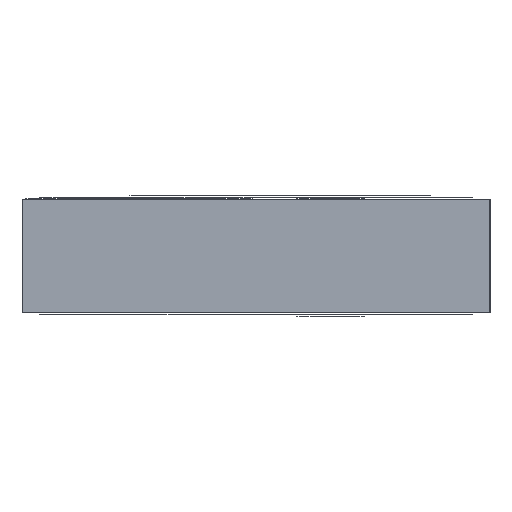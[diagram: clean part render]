
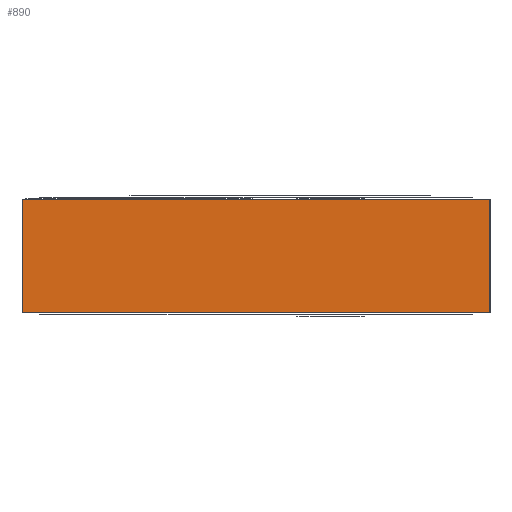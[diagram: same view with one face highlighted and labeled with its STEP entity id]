
A CAD part, left-side view. The second image highlights one B-rep face of the part: STEP entity #890.
In plain terms, the highlighted planar face has unit normal (-1, 0, 0).
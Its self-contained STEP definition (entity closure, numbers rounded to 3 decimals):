
#84 = EDGE_CURVE('',#85,#87,#89,.T.);
#85 = VERTEX_POINT('',#86);
#86 = CARTESIAN_POINT('',(130.24,-105.54,0.));
#87 = VERTEX_POINT('',#88);
#88 = CARTESIAN_POINT('',(130.24,-105.54,-1.6));
#89 = LINE('',#90,#91);
#90 = CARTESIAN_POINT('',(130.24,-105.54,0.));
#91 = VECTOR('',#92,1.);
#92 = DIRECTION('',(0.,0.,-1.));
#863 = EDGE_CURVE('',#864,#866,#868,.T.);
#864 = VERTEX_POINT('',#865);
#865 = CARTESIAN_POINT('',(130.24,-112.15,0.));
#866 = VERTEX_POINT('',#867);
#867 = CARTESIAN_POINT('',(130.24,-112.15,-1.6));
#868 = LINE('',#869,#870);
#869 = CARTESIAN_POINT('',(130.24,-112.15,0.));
#870 = VECTOR('',#871,1.);
#871 = DIRECTION('',(0.,0.,-1.));
#890 = ADVANCED_FACE('',(#891),#907,.T.);
#891 = FACE_BOUND('',#892,.T.);
#892 = EDGE_LOOP('',(#893,#894,#900,#901));
#893 = ORIENTED_EDGE('',*,*,#84,.T.);
#894 = ORIENTED_EDGE('',*,*,#895,.T.);
#895 = EDGE_CURVE('',#87,#866,#896,.T.);
#896 = LINE('',#897,#898);
#897 = CARTESIAN_POINT('',(130.24,-105.54,-1.6));
#898 = VECTOR('',#899,1.);
#899 = DIRECTION('',(0.,-1.,0.));
#900 = ORIENTED_EDGE('',*,*,#863,.F.);
#901 = ORIENTED_EDGE('',*,*,#902,.F.);
#902 = EDGE_CURVE('',#85,#864,#903,.T.);
#903 = LINE('',#904,#905);
#904 = CARTESIAN_POINT('',(130.24,-105.54,0.));
#905 = VECTOR('',#906,1.);
#906 = DIRECTION('',(0.,-1.,0.));
#907 = PLANE('',#908);
#908 = AXIS2_PLACEMENT_3D('',#909,#910,#911);
#909 = CARTESIAN_POINT('',(130.24,-105.54,0.));
#910 = DIRECTION('',(-1.,-0.,-0.));
#911 = DIRECTION('',(0.,-1.,0.));
